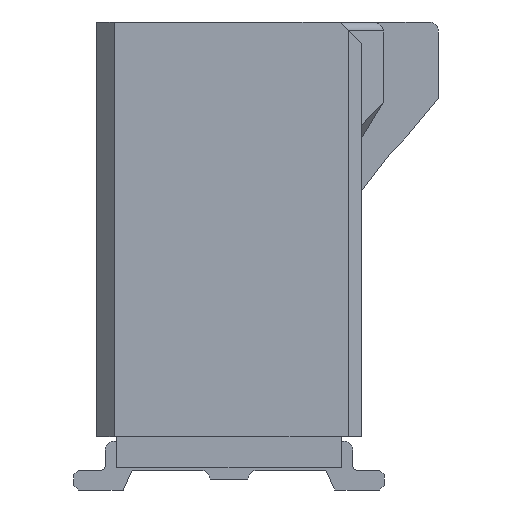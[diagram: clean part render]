
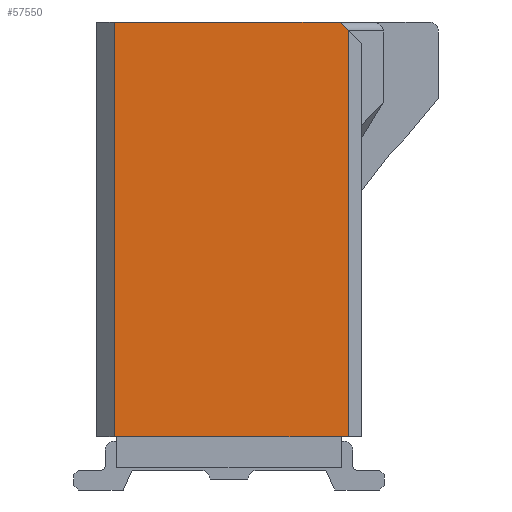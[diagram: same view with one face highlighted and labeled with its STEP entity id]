
A CAD part, left-side view. The second image highlights one B-rep face of the part: STEP entity #57550.
In plain terms, the highlighted face is planar.
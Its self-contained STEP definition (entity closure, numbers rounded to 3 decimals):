
#23360=CARTESIAN_POINT('',(26.388,-0.982,
53.895));
#23370=VERTEX_POINT('',#23360);
#23400=CARTESIAN_POINT('',(26.388,-0.982,
53.895));
#23410=DIRECTION('',(1.,0.,0.));
#23420=VECTOR('',#23410,1.);
#23430=LINE('',#23400,#23420);
#23440=CARTESIAN_POINT('',(28.988,-0.982,
53.895));
#23450=VERTEX_POINT('',#23440);
#23460=EDGE_CURVE('',#23370,#23450,#23430,.T.);
#56910=CARTESIAN_POINT('',(28.988,3.538,
53.895));
#56920=VERTEX_POINT('',#56910);
#56950=CARTESIAN_POINT('',(28.988,3.538,
53.895));
#56960=DIRECTION('',(-0.707,0.707,0.));
#56970=VECTOR('',#56960,1.);
#56980=LINE('',#56950,#56970);
#56990=CARTESIAN_POINT('',(28.898,3.628,
53.895));
#57000=VERTEX_POINT('',#56990);
#57010=EDGE_CURVE('',#56920,#57000,#56980,.T.);
#57220=CARTESIAN_POINT('',(28.988,-0.982,
53.895));
#57230=DIRECTION('',(0.,1.,0.));
#57240=VECTOR('',#57230,1.);
#57250=LINE('',#57220,#57240);
#57260=EDGE_CURVE('',#23450,#56920,#57250,.T.);
#57310=CARTESIAN_POINT('',(27.918,-1.022,
53.895));
#57320=DIRECTION('',(0.,0.,1.));
#57330=DIRECTION('',(1.,0.,0.));
#57340=AXIS2_PLACEMENT_3D('',#57310,#57320,#57330);
#57350=PLANE('',#57340);
#57360=CARTESIAN_POINT('',(28.898,3.628,
53.895));
#57370=DIRECTION('',(-1.,0.,0.));
#57380=VECTOR('',#57370,1.);
#57390=LINE('',#57360,#57380);
#57400=CARTESIAN_POINT('',(26.388,3.628,
53.895));
#57410=VERTEX_POINT('',#57400);
#57420=EDGE_CURVE('',#57000,#57410,#57390,.T.);
#57430=ORIENTED_EDGE('',*,*,#57420,.T.);
#57440=ORIENTED_EDGE('',*,*,#57010,.T.);
#57450=ORIENTED_EDGE('',*,*,#57260,.T.);
#57460=ORIENTED_EDGE('',*,*,#23460,.T.);
#57470=CARTESIAN_POINT('',(26.388,-0.982,
53.895));
#57480=DIRECTION('',(0.,1.,0.));
#57490=VECTOR('',#57480,1.);
#57500=LINE('',#57470,#57490);
#57510=EDGE_CURVE('',#23370,#57410,#57500,.T.);
#57520=ORIENTED_EDGE('',*,*,#57510,.F.);
#57530=EDGE_LOOP('',(#57520,#57460,#57450,#57440,#57430));
#57540=FACE_OUTER_BOUND('',#57530,.T.);
#57550=ADVANCED_FACE('',(#57540),#57350,.T.);
